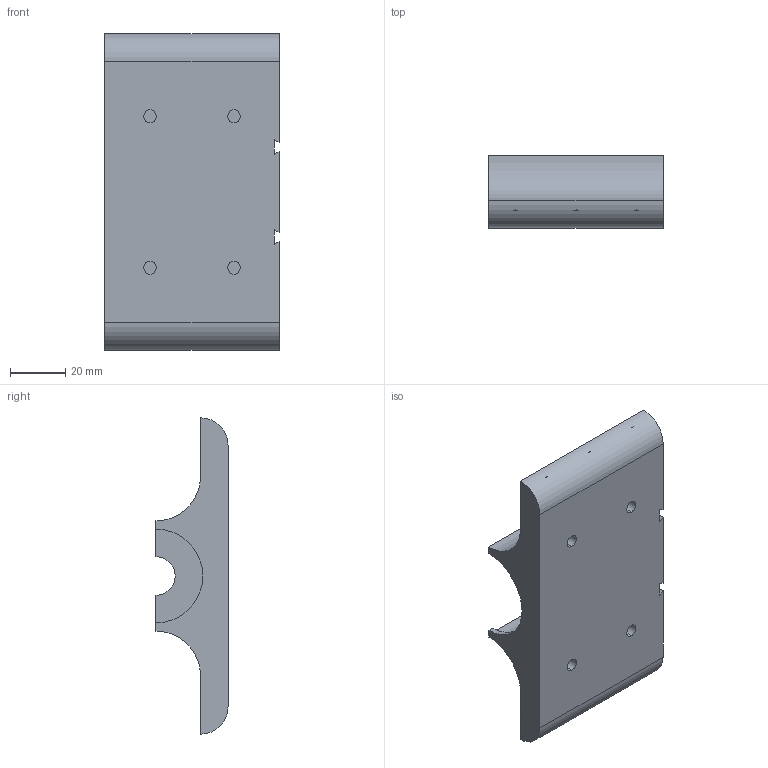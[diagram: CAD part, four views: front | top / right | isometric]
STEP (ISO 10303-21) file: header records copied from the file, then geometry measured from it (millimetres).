
FILE_DESCRIPTION (( 'STEP AP214' ), '1' );
FILE_NAME ('ComponentStucture (dual sport).STEP', '2024-10-30T20:10:47', ( '' ), ( '' ), 'SwSTEP 2.0', 'SolidWorks 2022', '' );
FILE_SCHEMA (( 'AUTOMOTIVE_DESIGN' ));
Length unit declared in the file: millimetre
Products named in the file (1): ComponentStucture (dual sport)
Bounding box: 63.2 x 26.2 x 114.8 mm (x, y, z)
Volume: 82814.2 mm3; surface area: 22383.5 mm2
Topology: 1 solids, 1 shells, 54 faces, 126 edges, 84 vertices
Faces by surface type: cylinder 27, plane 27
Entity records: 1598 total; most frequent: DIRECTION 290, CARTESIAN_POINT 265, ORIENTED_EDGE 252, EDGE_CURVE 126, AXIS2_PLACEMENT_3D 109, VERTEX_POINT 84, LINE 72, VECTOR 72
